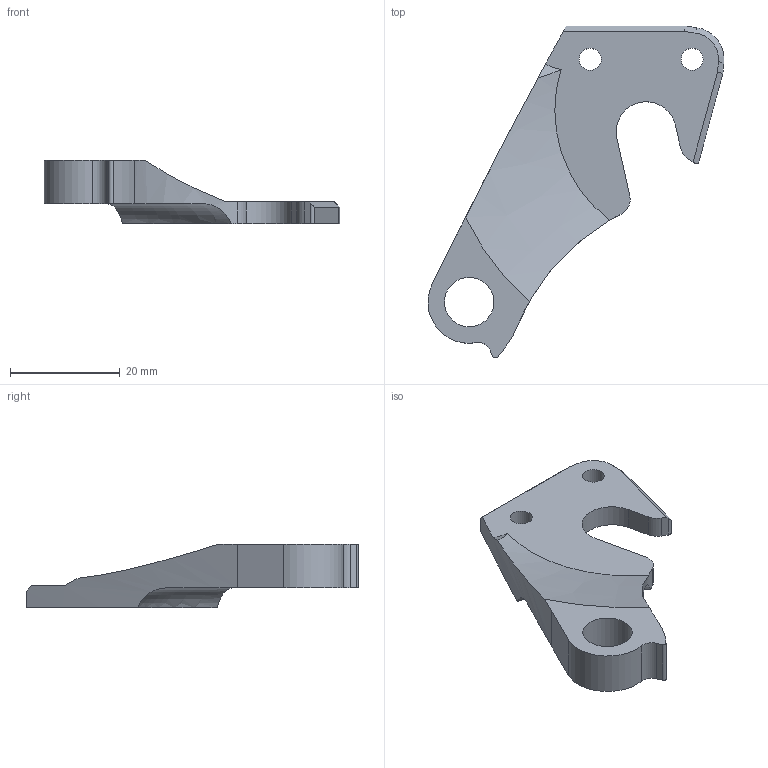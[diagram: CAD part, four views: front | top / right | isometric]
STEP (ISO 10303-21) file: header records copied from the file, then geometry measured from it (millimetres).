
FILE_DESCRIPTION (( 'STEP AP203' ), '1' );
FILE_NAME ('DR4034.STEP', '2014-08-27T16:42:13', ( 'JeffCAD' ), ( 'Microsoft' ), 'SwSTEP 2.0', 'SolidWorks 2012', '' );
FILE_SCHEMA (( 'CONFIG_CONTROL_DESIGN' ));
Length unit declared in the file: millimetre
Products named in the file (1): DR4034
Bounding box: 53.84 x 60.41 x 11.5 mm (x, y, z)
Volume: 6396.9 mm3; surface area: 4120.6 mm2
Topology: 1 solids, 1 shells, 35 faces, 96 edges, 63 vertices
Faces by surface type: plane 17, cylinder 14, cone 3, torus 1
Full cylindrical faces by diameter (mm): 3.998 x2, 9 x1
Entity records: 1230 total; most frequent: CARTESIAN_POINT 250, DIRECTION 193, ORIENTED_EDGE 184, EDGE_CURVE 92, AXIS2_PLACEMENT_3D 73, VERTEX_POINT 62, VECTOR 47, LINE 47
